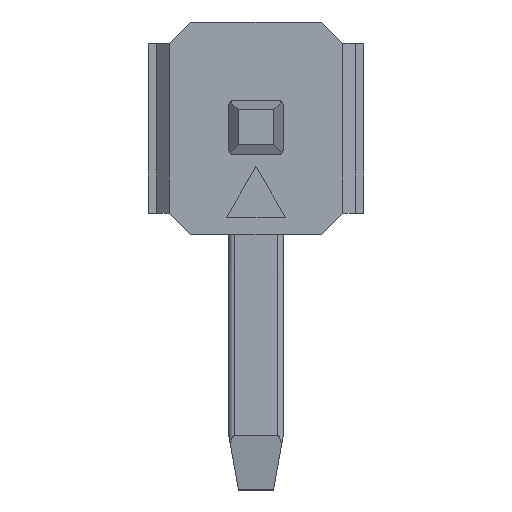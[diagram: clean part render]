
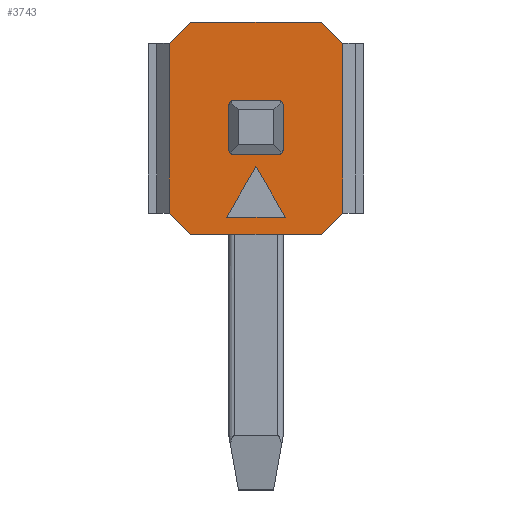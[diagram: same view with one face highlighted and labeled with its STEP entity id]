
A CAD part, top view. The second image highlights one B-rep face of the part: STEP entity #3743.
In plain terms, the highlighted planar face has unit normal (0, 0, 1).
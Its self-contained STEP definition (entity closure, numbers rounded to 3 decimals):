
#10 = LINE ( 'NONE', #3516, #3615 ) ;
#47 = VERTEX_POINT ( 'NONE', #2253 ) ;
#132 = ORIENTED_EDGE ( 'NONE', *, *, #1442, .F. ) ;
#168 = ORIENTED_EDGE ( 'NONE', *, *, #4191, .T. ) ;
#362 = CARTESIAN_POINT ( 'NONE',  ( 1.02, -1., 2.5 ) ) ;
#391 = VERTEX_POINT ( 'NONE', #959 ) ;
#457 = CARTESIAN_POINT ( 'NONE',  ( 1.02, 0., 2.5 ) ) ;
#473 = CARTESIAN_POINT ( 'NONE',  ( 0., -0.45, 2.5 ) ) ;
#481 = LINE ( 'NONE', #2916, #3543 ) ;
#656 = CARTESIAN_POINT ( 'NONE',  ( -1.02, 1., 2.5 ) ) ;
#678 = LINE ( 'NONE', #2015, #3564 ) ;
#695 = VECTOR ( 'NONE', #779, 1000. ) ;
#716 = CARTESIAN_POINT ( 'NONE',  ( 0.77, 1.25, 2.5 ) ) ;
#717 = EDGE_LOOP ( 'NONE', ( #3258, #168, #1004, #3062, #1235, #2332, #1683, #3235 ) ) ;
#743 = EDGE_LOOP ( 'NONE', ( #1437, #2520, #132 ) ) ;
#747 = CARTESIAN_POINT ( 'NONE',  ( 0., 0., 2.5 ) ) ;
#779 = DIRECTION ( 'NONE',  ( 0., -1., 0. ) ) ;
#799 = EDGE_CURVE ( 'NONE', #2149, #2005, #678, .T. ) ;
#840 = VECTOR ( 'NONE', #4049, 1000. ) ;
#959 = CARTESIAN_POINT ( 'NONE',  ( -0.346, -1.05, 2.5 ) ) ;
#985 = DIRECTION ( 'NONE',  ( 1., 0., 0. ) ) ;
#1004 = ORIENTED_EDGE ( 'NONE', *, *, #799, .T. ) ;
#1072 = LINE ( 'NONE', #362, #1404 ) ;
#1089 = FACE_OUTER_BOUND ( 'NONE', #717, .T. ) ;
#1094 = DIRECTION ( 'NONE',  ( 0.707, -0.707, 0. ) ) ;
#1112 = DIRECTION ( 'NONE',  ( 1., 0., 0. ) ) ;
#1140 = VECTOR ( 'NONE', #3830, 1000. ) ;
#1178 = CARTESIAN_POINT ( 'NONE',  ( 1.02, -1., 2.5 ) ) ;
#1221 = CARTESIAN_POINT ( 'NONE',  ( 0.346, -1.05, 2.5 ) ) ;
#1235 = ORIENTED_EDGE ( 'NONE', *, *, #4280, .F. ) ;
#1263 = VERTEX_POINT ( 'NONE', #1221 ) ;
#1318 = LINE ( 'NONE', #656, #840 ) ;
#1342 = DIRECTION ( 'NONE',  ( -1., 0., 0. ) ) ;
#1361 = VECTOR ( 'NONE', #1094, 1000. ) ;
#1404 = VECTOR ( 'NONE', #3781, 1000. ) ;
#1432 = VECTOR ( 'NONE', #985, 1000. ) ;
#1437 = ORIENTED_EDGE ( 'NONE', *, *, #4232, .F. ) ;
#1442 = EDGE_CURVE ( 'NONE', #2943, #391, #3476, .T. ) ;
#1474 = FACE_BOUND ( 'NONE', #743, .T. ) ;
#1538 = AXIS2_PLACEMENT_3D ( 'NONE', #747, #3888, #1112 ) ;
#1629 = EDGE_CURVE ( 'NONE', #391, #1263, #3034, .T. ) ;
#1683 = ORIENTED_EDGE ( 'NONE', *, *, #4410, .T. ) ;
#1707 = VERTEX_POINT ( 'NONE', #2489 ) ;
#1817 = DIRECTION ( 'NONE',  ( -0.5, 0.866, 0. ) ) ;
#1898 = VERTEX_POINT ( 'NONE', #1989 ) ;
#1934 = EDGE_CURVE ( 'NONE', #2005, #47, #1318, .T. ) ;
#1989 = CARTESIAN_POINT ( 'NONE',  ( 1.02, 1., 2.5 ) ) ;
#2005 = VERTEX_POINT ( 'NONE', #4307 ) ;
#2015 = CARTESIAN_POINT ( 'NONE',  ( -0.77, 1.25, 2.5 ) ) ;
#2131 = CARTESIAN_POINT ( 'NONE',  ( -1.02, -1., 2.5 ) ) ;
#2149 = VERTEX_POINT ( 'NONE', #716 ) ;
#2172 = LINE ( 'NONE', #457, #695 ) ;
#2253 = CARTESIAN_POINT ( 'NONE',  ( -1.02, 1., 2.5 ) ) ;
#2272 = CARTESIAN_POINT ( 'NONE',  ( -0.77, -1.25, 2.5 ) ) ;
#2326 = VERTEX_POINT ( 'NONE', #2272 ) ;
#2332 = ORIENTED_EDGE ( 'NONE', *, *, #3518, .T. ) ;
#2489 = CARTESIAN_POINT ( 'NONE',  ( 0.77, -1.25, 2.5 ) ) ;
#2520 = ORIENTED_EDGE ( 'NONE', *, *, #1629, .F. ) ;
#2644 = EDGE_CURVE ( 'NONE', #1898, #3071, #2172, .T. ) ;
#2669 = DIRECTION ( 'NONE',  ( 0., 1., 0. ) ) ;
#2833 = CARTESIAN_POINT ( 'NONE',  ( 0., -0.45, 2.5 ) ) ;
#2845 = PLANE ( 'NONE',  #1538 ) ;
#2876 = DIRECTION ( 'NONE',  ( -0.707, 0.707, 0. ) ) ;
#2916 = CARTESIAN_POINT ( 'NONE',  ( 0.346, -1.05, 2.5 ) ) ;
#2943 = VERTEX_POINT ( 'NONE', #473 ) ;
#3034 = LINE ( 'NONE', #4056, #1432 ) ;
#3062 = ORIENTED_EDGE ( 'NONE', *, *, #1934, .T. ) ;
#3071 = VERTEX_POINT ( 'NONE', #1178 ) ;
#3235 = ORIENTED_EDGE ( 'NONE', *, *, #4415, .T. ) ;
#3258 = ORIENTED_EDGE ( 'NONE', *, *, #2644, .F. ) ;
#3329 = VECTOR ( 'NONE', #4077, 1000. ) ;
#3476 = LINE ( 'NONE', #2833, #1140 ) ;
#3516 = CARTESIAN_POINT ( 'NONE',  ( 1.02, 1., 2.5 ) ) ;
#3518 = EDGE_CURVE ( 'NONE', #3689, #2326, #4162, .T. ) ;
#3543 = VECTOR ( 'NONE', #1817, 1000. ) ;
#3564 = VECTOR ( 'NONE', #1342, 1000. ) ;
#3615 = VECTOR ( 'NONE', #2876, 1000. ) ;
#3689 = VERTEX_POINT ( 'NONE', #3734 ) ;
#3734 = CARTESIAN_POINT ( 'NONE',  ( -1.02, -1., 2.5 ) ) ;
#3743 = ADVANCED_FACE ( 'NONE', ( #1474, #1089 ), #2845, .T. ) ;
#3756 = VECTOR ( 'NONE', #2669, 1000. ) ;
#3757 = CARTESIAN_POINT ( 'NONE',  ( -0.77, -1.25, 2.5 ) ) ;
#3781 = DIRECTION ( 'NONE',  ( 0.707, 0.707, 0. ) ) ;
#3830 = DIRECTION ( 'NONE',  ( -0.5, -0.866, 0. ) ) ;
#3888 = DIRECTION ( 'NONE',  ( 0., 0., 1. ) ) ;
#3943 = CARTESIAN_POINT ( 'NONE',  ( -1.02, 0., 2.5 ) ) ;
#4027 = LINE ( 'NONE', #3943, #3756 ) ;
#4049 = DIRECTION ( 'NONE',  ( -0.707, -0.707, 0. ) ) ;
#4052 = LINE ( 'NONE', #3757, #3329 ) ;
#4056 = CARTESIAN_POINT ( 'NONE',  ( -0.346, -1.05, 2.5 ) ) ;
#4077 = DIRECTION ( 'NONE',  ( 1., 0., 0. ) ) ;
#4162 = LINE ( 'NONE', #2131, #1361 ) ;
#4191 = EDGE_CURVE ( 'NONE', #1898, #2149, #10, .T. ) ;
#4232 = EDGE_CURVE ( 'NONE', #1263, #2943, #481, .T. ) ;
#4280 = EDGE_CURVE ( 'NONE', #3689, #47, #4027, .T. ) ;
#4307 = CARTESIAN_POINT ( 'NONE',  ( -0.77, 1.25, 2.5 ) ) ;
#4410 = EDGE_CURVE ( 'NONE', #2326, #1707, #4052, .T. ) ;
#4415 = EDGE_CURVE ( 'NONE', #1707, #3071, #1072, .T. ) ;
